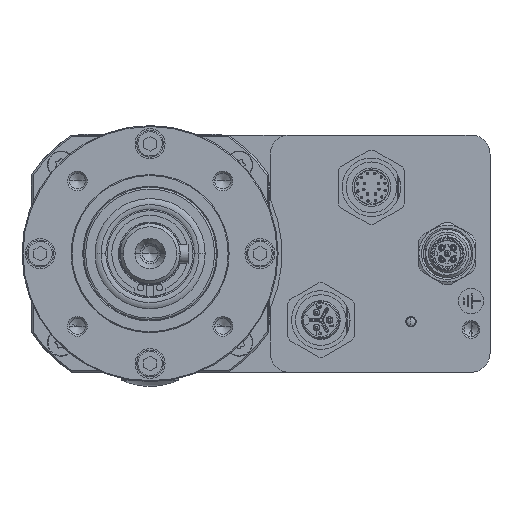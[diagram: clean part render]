
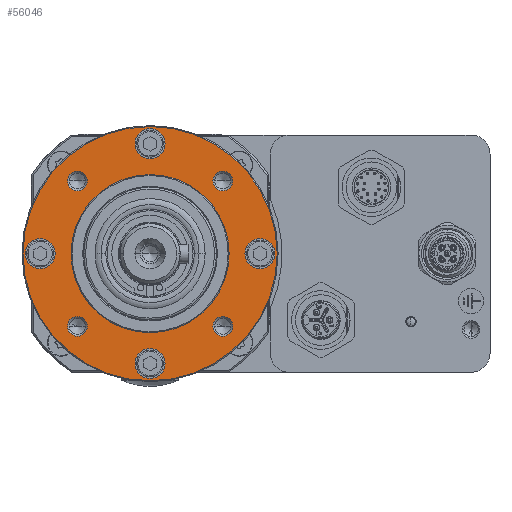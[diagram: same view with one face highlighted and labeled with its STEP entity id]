
A CAD part, front view. The second image highlights one B-rep face of the part: STEP entity #56046.
In plain terms, the highlighted planar face has unit normal (0, -1, 0).
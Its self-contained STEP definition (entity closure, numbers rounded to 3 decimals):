
#54656=CARTESIAN_POINT('',(0.,-80.6,0.));
#54657=DIRECTION('',(0.,-1.,0.));
#54658=DIRECTION('',(1.,0.,0.));
#54659=AXIS2_PLACEMENT_3D('',#54656,#54657,#54658);
#54661=CARTESIAN_POINT('',(0.,-80.6,0.));
#54662=DIRECTION('',(0.,1.,0.));
#54663=DIRECTION('',(1.,0.,0.));
#54664=AXIS2_PLACEMENT_3D('',#54661,#54662,#54663);
#54666=CARTESIAN_POINT('',(0.,-80.6,0.));
#54667=DIRECTION('',(0.,1.,0.));
#54668=DIRECTION('',(1.,0.,0.));
#54669=AXIS2_PLACEMENT_3D('',#54666,#54667,#54668);
#54671=CARTESIAN_POINT('',(22.981,-80.6,-22.981));
#54672=DIRECTION('',(0.,-1.,0.));
#54673=DIRECTION('',(-1.,0.,0.));
#54674=AXIS2_PLACEMENT_3D('',#54671,#54672,#54673);
#54676=CARTESIAN_POINT('',(22.981,-80.6,-22.981));
#54677=DIRECTION('',(0.,-1.,0.));
#54678=DIRECTION('',(1.,0.,0.));
#54679=AXIS2_PLACEMENT_3D('',#54676,#54677,#54678);
#54681=CARTESIAN_POINT('',(22.981,-80.6,22.981));
#54682=DIRECTION('',(0.,-1.,0.));
#54683=DIRECTION('',(-1.,0.,0.));
#54684=AXIS2_PLACEMENT_3D('',#54681,#54682,#54683);
#54686=CARTESIAN_POINT('',(22.981,-80.6,22.981));
#54687=DIRECTION('',(0.,-1.,0.));
#54688=DIRECTION('',(1.,0.,0.));
#54689=AXIS2_PLACEMENT_3D('',#54686,#54687,#54688);
#54691=CARTESIAN_POINT('',(-22.981,-80.6,22.981));
#54692=DIRECTION('',(0.,-1.,0.));
#54693=DIRECTION('',(-1.,0.,0.));
#54694=AXIS2_PLACEMENT_3D('',#54691,#54692,#54693);
#54696=CARTESIAN_POINT('',(-22.981,-80.6,22.981));
#54697=DIRECTION('',(0.,-1.,0.));
#54698=DIRECTION('',(1.,0.,0.));
#54699=AXIS2_PLACEMENT_3D('',#54696,#54697,#54698);
#54701=CARTESIAN_POINT('',(-22.981,-80.6,-22.981));
#54702=DIRECTION('',(0.,-1.,0.));
#54703=DIRECTION('',(-1.,0.,0.));
#54704=AXIS2_PLACEMENT_3D('',#54701,#54702,#54703);
#54706=CARTESIAN_POINT('',(-22.981,-80.6,-22.981));
#54707=DIRECTION('',(0.,-1.,0.));
#54708=DIRECTION('',(1.,0.,0.));
#54709=AXIS2_PLACEMENT_3D('',#54706,#54707,#54708);
#54711=CARTESIAN_POINT('',(34.75,-80.6,0.));
#54712=DIRECTION('',(0.,-1.,0.));
#54713=DIRECTION('',(-1.,0.,0.));
#54714=AXIS2_PLACEMENT_3D('',#54711,#54712,#54713);
#54716=CARTESIAN_POINT('',(34.75,-80.6,0.));
#54717=DIRECTION('',(0.,-1.,0.));
#54718=DIRECTION('',(1.,0.,0.));
#54719=AXIS2_PLACEMENT_3D('',#54716,#54717,#54718);
#54721=CARTESIAN_POINT('',(0.,-80.6,34.75));
#54722=DIRECTION('',(0.,-1.,0.));
#54723=DIRECTION('',(-1.,0.,0.));
#54724=AXIS2_PLACEMENT_3D('',#54721,#54722,#54723);
#54726=CARTESIAN_POINT('',(0.,-80.6,34.75));
#54727=DIRECTION('',(0.,-1.,0.));
#54728=DIRECTION('',(1.,0.,0.));
#54729=AXIS2_PLACEMENT_3D('',#54726,#54727,#54728);
#54731=CARTESIAN_POINT('',(-34.75,-80.6,0.));
#54732=DIRECTION('',(0.,-1.,0.));
#54733=DIRECTION('',(-1.,0.,0.));
#54734=AXIS2_PLACEMENT_3D('',#54731,#54732,#54733);
#54736=CARTESIAN_POINT('',(-34.75,-80.6,0.));
#54737=DIRECTION('',(0.,-1.,0.));
#54738=DIRECTION('',(1.,0.,0.));
#54739=AXIS2_PLACEMENT_3D('',#54736,#54737,#54738);
#54741=CARTESIAN_POINT('',(0.,-80.6,-34.75));
#54742=DIRECTION('',(0.,-1.,0.));
#54743=DIRECTION('',(-1.,0.,0.));
#54744=AXIS2_PLACEMENT_3D('',#54741,#54742,#54743);
#54746=CARTESIAN_POINT('',(0.,-80.6,-34.75));
#54747=DIRECTION('',(0.,-1.,0.));
#54748=DIRECTION('',(1.,0.,0.));
#54749=AXIS2_PLACEMENT_3D('',#54746,#54747,#54748);
#54769=CARTESIAN_POINT('',(0.,-80.6,0.));
#54770=DIRECTION('',(0.,-1.,0.));
#54771=DIRECTION('',(1.,0.,0.));
#54772=AXIS2_PLACEMENT_3D('',#54769,#54770,#54771);
#55638=CARTESIAN_POINT('',(25.,-80.6,0.));
#55639=CARTESIAN_POINT('',(-25.,-80.6,0.));
#55640=VERTEX_POINT('',#55638);
#55641=VERTEX_POINT('',#55639);
#55642=CARTESIAN_POINT('',(19.856,-80.6,-22.981));
#55643=CARTESIAN_POINT('',(26.106,-80.6,-22.981));
#55644=VERTEX_POINT('',#55642);
#55645=VERTEX_POINT('',#55643);
#55646=CARTESIAN_POINT('',(19.856,-80.6,22.981));
#55647=CARTESIAN_POINT('',(26.106,-80.6,22.981));
#55648=VERTEX_POINT('',#55646);
#55649=VERTEX_POINT('',#55647);
#55650=CARTESIAN_POINT('',(-26.106,-80.6,22.981));
#55651=CARTESIAN_POINT('',(-19.856,-80.6,22.981));
#55652=VERTEX_POINT('',#55650);
#55653=VERTEX_POINT('',#55651);
#55654=CARTESIAN_POINT('',(-26.106,-80.6,-22.981));
#55655=CARTESIAN_POINT('',(-19.856,-80.6,-22.981));
#55656=VERTEX_POINT('',#55654);
#55657=VERTEX_POINT('',#55655);
#55658=CARTESIAN_POINT('',(30.,-80.6,0.));
#55659=CARTESIAN_POINT('',(39.5,-80.6,0.));
#55660=VERTEX_POINT('',#55658);
#55661=VERTEX_POINT('',#55659);
#55662=CARTESIAN_POINT('',(-4.75,-80.6,34.75));
#55663=CARTESIAN_POINT('',(4.75,-80.6,34.75));
#55664=VERTEX_POINT('',#55662);
#55665=VERTEX_POINT('',#55663);
#55666=CARTESIAN_POINT('',(-39.5,-80.6,0.));
#55667=CARTESIAN_POINT('',(-30.,-80.6,0.));
#55668=VERTEX_POINT('',#55666);
#55669=VERTEX_POINT('',#55667);
#55670=CARTESIAN_POINT('',(-4.75,-80.6,-34.75));
#55671=CARTESIAN_POINT('',(4.75,-80.6,-34.75));
#55672=VERTEX_POINT('',#55670);
#55673=VERTEX_POINT('',#55671);
#55702=CARTESIAN_POINT('',(40.2,-80.6,0.));
#55703=CARTESIAN_POINT('',(-40.2,-80.6,0.));
#55704=VERTEX_POINT('',#55702);
#55705=VERTEX_POINT('',#55703);
#55983=CARTESIAN_POINT('',(0.,-80.6,0.));
#55984=DIRECTION('',(0.,-1.,0.));
#55985=DIRECTION('',(-1.,0.,0.));
#55986=AXIS2_PLACEMENT_3D('',#55983,#55984,#55985);
#55987=PLANE('',#55986);
#55988=ORIENTED_EDGE('',*,*,#55977,.F.);
#55989=ORIENTED_EDGE('',*,*,#55963,.T.);
#55990=EDGE_LOOP('',(#55988,#55989));
#55991=FACE_OUTER_BOUND('',#55990,.F.);
#55993=ORIENTED_EDGE('',*,*,#55992,.F.);
#55995=ORIENTED_EDGE('',*,*,#55994,.T.);
#55996=EDGE_LOOP('',(#55993,#55995));
#55997=FACE_BOUND('',#55996,.F.);
#55999=ORIENTED_EDGE('',*,*,#55998,.T.);
#56001=ORIENTED_EDGE('',*,*,#56000,.T.);
#56002=EDGE_LOOP('',(#55999,#56001));
#56003=FACE_BOUND('',#56002,.F.);
#56005=ORIENTED_EDGE('',*,*,#56004,.T.);
#56007=ORIENTED_EDGE('',*,*,#56006,.T.);
#56008=EDGE_LOOP('',(#56005,#56007));
#56009=FACE_BOUND('',#56008,.F.);
#56011=ORIENTED_EDGE('',*,*,#56010,.T.);
#56013=ORIENTED_EDGE('',*,*,#56012,.T.);
#56014=EDGE_LOOP('',(#56011,#56013));
#56015=FACE_BOUND('',#56014,.F.);
#56017=ORIENTED_EDGE('',*,*,#56016,.T.);
#56019=ORIENTED_EDGE('',*,*,#56018,.T.);
#56020=EDGE_LOOP('',(#56017,#56019));
#56021=FACE_BOUND('',#56020,.F.);
#56023=ORIENTED_EDGE('',*,*,#56022,.T.);
#56025=ORIENTED_EDGE('',*,*,#56024,.T.);
#56026=EDGE_LOOP('',(#56023,#56025));
#56027=FACE_BOUND('',#56026,.F.);
#56029=ORIENTED_EDGE('',*,*,#56028,.T.);
#56031=ORIENTED_EDGE('',*,*,#56030,.T.);
#56032=EDGE_LOOP('',(#56029,#56031));
#56033=FACE_BOUND('',#56032,.F.);
#56035=ORIENTED_EDGE('',*,*,#56034,.T.);
#56037=ORIENTED_EDGE('',*,*,#56036,.T.);
#56038=EDGE_LOOP('',(#56035,#56037));
#56039=FACE_BOUND('',#56038,.F.);
#56041=ORIENTED_EDGE('',*,*,#56040,.T.);
#56043=ORIENTED_EDGE('',*,*,#56042,.T.);
#56044=EDGE_LOOP('',(#56041,#56043));
#56045=FACE_BOUND('',#56044,.F.);
#54660=CIRCLE('',#54659,40.2);
#54665=CIRCLE('',#54664,40.2);
#54670=CIRCLE('',#54669,25.);
#54675=CIRCLE('',#54674,3.125);
#54680=CIRCLE('',#54679,3.125);
#54685=CIRCLE('',#54684,3.125);
#54690=CIRCLE('',#54689,3.125);
#54695=CIRCLE('',#54694,3.125);
#54700=CIRCLE('',#54699,3.125);
#54705=CIRCLE('',#54704,3.125);
#54710=CIRCLE('',#54709,3.125);
#54715=CIRCLE('',#54714,4.75);
#54720=CIRCLE('',#54719,4.75);
#54725=CIRCLE('',#54724,4.75);
#54730=CIRCLE('',#54729,4.75);
#54735=CIRCLE('',#54734,4.75);
#54740=CIRCLE('',#54739,4.75);
#54745=CIRCLE('',#54744,4.75);
#54750=CIRCLE('',#54749,4.75);
#54773=CIRCLE('',#54772,25.);
#55963=EDGE_CURVE('',#55704,#55705,#54665,.T.);
#55977=EDGE_CURVE('',#55704,#55705,#54660,.T.);
#55992=EDGE_CURVE('',#55640,#55641,#54670,.T.);
#55994=EDGE_CURVE('',#55640,#55641,#54773,.T.);
#55998=EDGE_CURVE('',#55644,#55645,#54675,.T.);
#56000=EDGE_CURVE('',#55645,#55644,#54680,.T.);
#56004=EDGE_CURVE('',#55648,#55649,#54685,.T.);
#56006=EDGE_CURVE('',#55649,#55648,#54690,.T.);
#56010=EDGE_CURVE('',#55652,#55653,#54695,.T.);
#56012=EDGE_CURVE('',#55653,#55652,#54700,.T.);
#56016=EDGE_CURVE('',#55656,#55657,#54705,.T.);
#56018=EDGE_CURVE('',#55657,#55656,#54710,.T.);
#56022=EDGE_CURVE('',#55660,#55661,#54715,.T.);
#56024=EDGE_CURVE('',#55661,#55660,#54720,.T.);
#56028=EDGE_CURVE('',#55664,#55665,#54725,.T.);
#56030=EDGE_CURVE('',#55665,#55664,#54730,.T.);
#56034=EDGE_CURVE('',#55668,#55669,#54735,.T.);
#56036=EDGE_CURVE('',#55669,#55668,#54740,.T.);
#56040=EDGE_CURVE('',#55672,#55673,#54745,.T.);
#56042=EDGE_CURVE('',#55673,#55672,#54750,.T.);
#56046=ADVANCED_FACE('',(#55991,#55997,#56003,#56009,#56015,#56021,#56027,
#56033,#56039,#56045),#55987,.T.);
